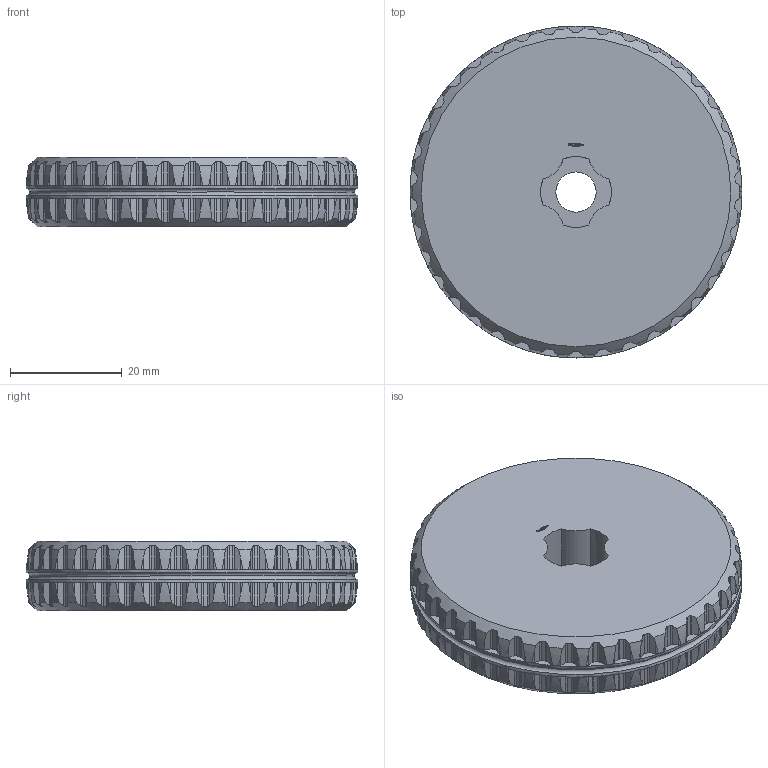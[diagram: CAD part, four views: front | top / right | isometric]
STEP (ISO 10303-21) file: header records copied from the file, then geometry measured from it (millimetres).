
FILE_DESCRIPTION(('FreeCAD Model'),'2;1');
FILE_NAME('Open CASCADE Shape Model','2024-12-31T23:50:00',(''),(''), 'Open CASCADE STEP processor 7.8','FreeCAD','Unknown');
FILE_SCHEMA(('AUTOMOTIVE_DESIGN { 1 0 10303 214 1 1 1 1 }'));
Length unit declared in the file: millimetre
Products named in the file (1): Wheel GND TTRD PLN BU04.75x01.00 - SPN-WHL-0012 (stemfie.org)
Bounding box: 59.38 x 59.38 x 12.5 mm (x, y, z)
Volume: 31678 mm3; surface area: 8573.9 mm2
Topology: 1 solids, 1 shells, 1092 faces, 3124 edges, 2078 vertices
Faces by surface type: plane 557, cylinder 320, extrusion 116, revolution 78, cone 19, torus 2
Full cylindrical faces by diameter (mm): 2 x4, 7.2 x2, 59.375 x2
Entity records: 45412 total; most frequent: CARTESIAN_POINT 17481, ORIENTED_EDGE 6248, DIRECTION 5167, EDGE_CURVE 3124, VERTEX_POINT 2078, VECTOR 1799, LINE 1683, AXIS2_PLACEMENT_3D 1645
